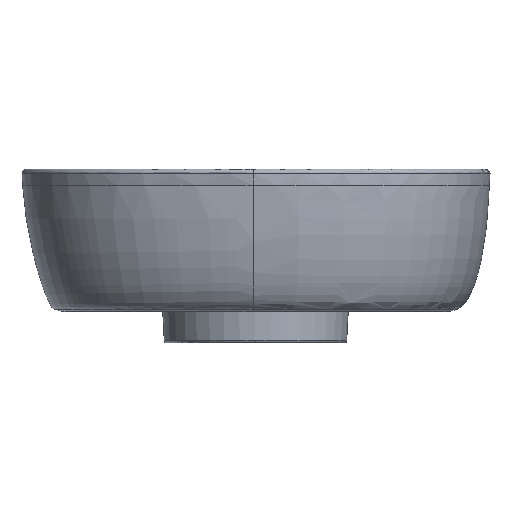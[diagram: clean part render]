
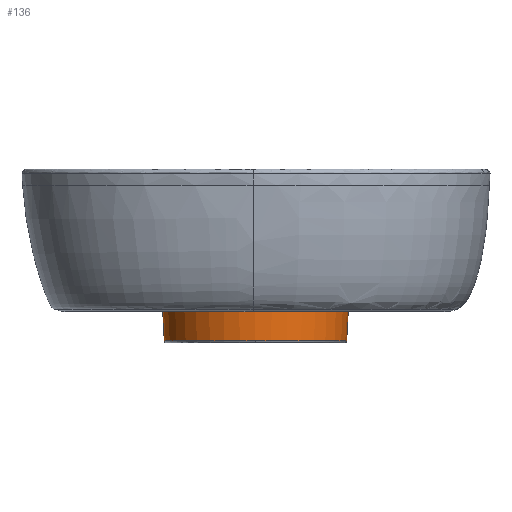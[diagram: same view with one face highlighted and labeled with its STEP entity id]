
A CAD part, left-side view. The second image highlights one B-rep face of the part: STEP entity #136.
In plain terms, the highlighted conical face has half-angle 3 degrees and reference radius 76.718 mm.
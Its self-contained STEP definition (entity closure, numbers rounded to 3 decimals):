
#92=CONICAL_SURFACE('',#11632,76.718,3.);
#136=ADVANCED_FACE('',(#191,#192),#92,.T.);
#191=FACE_BOUND('',#233,.T.);
#192=FACE_BOUND('',#234,.T.);
#233=EDGE_LOOP('',(#312));
#234=EDGE_LOOP('',(#313,#314,#315));
#312=ORIENTED_EDGE('',*,*,#532,.F.);
#313=ORIENTED_EDGE('',*,*,#534,.T.);
#314=ORIENTED_EDGE('',*,*,#540,.T.);
#315=ORIENTED_EDGE('',*,*,#539,.T.);
#473=VERTEX_POINT('',#15014);
#475=VERTEX_POINT('',#15018);
#476=VERTEX_POINT('',#15020);
#478=VERTEX_POINT('',#15026);
#532=EDGE_CURVE('',#473,#473,#679,.T.);
#534=EDGE_CURVE('',#476,#475,#681,.T.);
#539=EDGE_CURVE('',#478,#476,#686,.T.);
#540=EDGE_CURVE('',#475,#478,#687,.T.);
#679=CIRCLE('',#11620,78.103);
#681=CIRCLE('',#11623,76.817);
#686=CIRCLE('',#11629,76.817);
#687=CIRCLE('',#11631,76.817);
#11620=AXIS2_PLACEMENT_3D('',#15013,#13246,#13247);
#11623=AXIS2_PLACEMENT_3D('',#15019,#13252,#13253);
#11629=AXIS2_PLACEMENT_3D('',#15029,#13264,#13265);
#11631=AXIS2_PLACEMENT_3D('',#15031,#13268,#13269);
#11632=AXIS2_PLACEMENT_3D('',#15032,#13270,#13271);
#13246=DIRECTION('',(0.,0.,1.));
#13247=DIRECTION('',(-1.,0.,0.));
#13252=DIRECTION('',(0.,0.,1.));
#13253=DIRECTION('',(-1.,0.,0.));
#13264=DIRECTION('',(0.,0.,1.));
#13265=DIRECTION('',(-1.,0.,0.));
#13268=DIRECTION('',(0.,0.,1.));
#13269=DIRECTION('',(-1.,0.,0.));
#13270=DIRECTION('',(0.,0.,1.));
#13271=DIRECTION('',(1.,0.,0.));
#15013=CARTESIAN_POINT('',(0.,-255.,-119.672));
#15014=CARTESIAN_POINT('',(-78.103,-255.,-119.672));
#15018=CARTESIAN_POINT('',(0.,-178.183,-144.217));
#15019=CARTESIAN_POINT('',(0.,-255.,-144.217));
#15020=CARTESIAN_POINT('',(76.817,-255.,-144.217));
#15026=CARTESIAN_POINT('',(-76.817,-255.,-144.217));
#15029=CARTESIAN_POINT('',(0.,-255.,-144.217));
#15031=CARTESIAN_POINT('',(0.,-255.,-144.217));
#15032=CARTESIAN_POINT('',(0.,-255.,-146.112));
